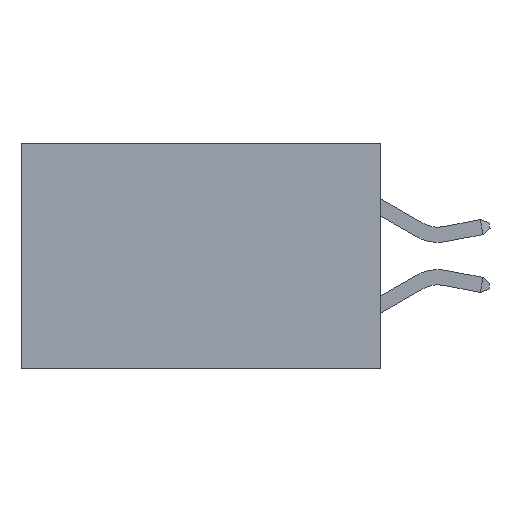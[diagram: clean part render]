
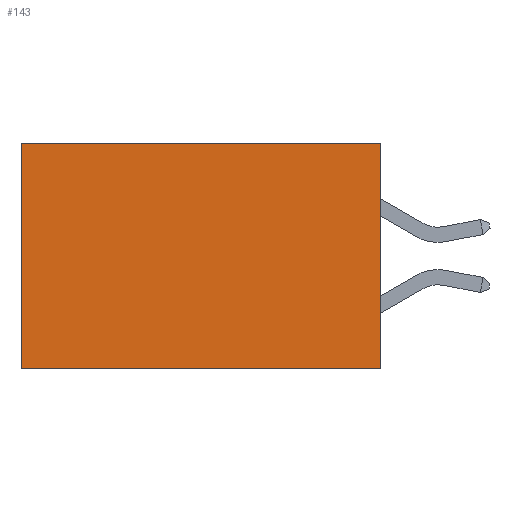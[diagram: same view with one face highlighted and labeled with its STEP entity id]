
A CAD part, left-side view. The second image highlights one B-rep face of the part: STEP entity #143.
In plain terms, the highlighted planar face has unit normal (-1, 0, 0).
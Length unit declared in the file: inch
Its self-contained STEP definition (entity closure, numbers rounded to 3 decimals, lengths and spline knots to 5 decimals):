
#143 = ADVANCED_FACE ( 'NONE', ( #5293 ), #790, .F. ) ;
#790 = PLANE ( 'NONE',  #13815 ) ;
#1576 = LINE ( 'NONE', #23072, #10944 ) ;
#1861 = ORIENTED_EDGE ( 'NONE', *, *, #23751, .F. ) ;
#2164 = ORIENTED_EDGE ( 'NONE', *, *, #4863, .T. ) ;
#2202 = VECTOR ( 'NONE', #20629, 39.37008 ) ;
#3618 = DIRECTION ( 'NONE',  ( 1., 0., 0. ) ) ;
#4863 = EDGE_CURVE ( 'NONE', #22895, #13053, #12052, .T. ) ;
#5293 = FACE_OUTER_BOUND ( 'NONE', #17087, .T. ) ;
#6874 = DIRECTION ( 'NONE',  ( 0., 0., -1. ) ) ;
#8180 = CARTESIAN_POINT ( 'NONE',  ( 0.277, 0., 0. ) ) ;
#9410 = CARTESIAN_POINT ( 'NONE',  ( 0.277, 0., -0.37 ) ) ;
#10125 = LINE ( 'NONE', #11226, #16691 ) ;
#10291 = DIRECTION ( 'NONE',  ( 0., 0., -1. ) ) ;
#10371 = VERTEX_POINT ( 'NONE', #9410 ) ;
#10682 = CARTESIAN_POINT ( 'NONE',  ( 0.277, 0.59, 0. ) ) ;
#10900 = VECTOR ( 'NONE', #16866, 39.37008 ) ;
#10944 = VECTOR ( 'NONE', #6874, 39.37008 ) ;
#10996 = DIRECTION ( 'NONE',  ( 0., 0., -1. ) ) ;
#11226 = CARTESIAN_POINT ( 'NONE',  ( 0.277, 0.59, -0.37 ) ) ;
#11570 = CARTESIAN_POINT ( 'NONE',  ( 0.277, 0., -0.37 ) ) ;
#12052 = LINE ( 'NONE', #16896, #10900 ) ;
#13053 = VERTEX_POINT ( 'NONE', #10682 ) ;
#13815 = AXIS2_PLACEMENT_3D ( 'NONE', #11570, #3618, #10996 ) ;
#15224 = EDGE_CURVE ( 'NONE', #13053, #22677, #10125, .T. ) ;
#15496 = ORIENTED_EDGE ( 'NONE', *, *, #15224, .T. ) ;
#16691 = VECTOR ( 'NONE', #10291, 39.37008 ) ;
#16714 = CARTESIAN_POINT ( 'NONE',  ( 0.277, 0.59, -0.37 ) ) ;
#16866 = DIRECTION ( 'NONE',  ( 0., 1., 0. ) ) ;
#16896 = CARTESIAN_POINT ( 'NONE',  ( 0.277, 0., 0. ) ) ;
#17087 = EDGE_LOOP ( 'NONE', ( #15496, #20284, #1861, #2164 ) ) ;
#18818 = CARTESIAN_POINT ( 'NONE',  ( 0.277, 0., -0.37 ) ) ;
#20284 = ORIENTED_EDGE ( 'NONE', *, *, #22802, .F. ) ;
#20629 = DIRECTION ( 'NONE',  ( 0., 1., 0. ) ) ;
#21738 = LINE ( 'NONE', #18818, #2202 ) ;
#22677 = VERTEX_POINT ( 'NONE', #16714 ) ;
#22802 = EDGE_CURVE ( 'NONE', #10371, #22677, #21738, .T. ) ;
#22895 = VERTEX_POINT ( 'NONE', #8180 ) ;
#23072 = CARTESIAN_POINT ( 'NONE',  ( 0.277, 0., -0.37 ) ) ;
#23751 = EDGE_CURVE ( 'NONE', #22895, #10371, #1576, .T. ) ;
